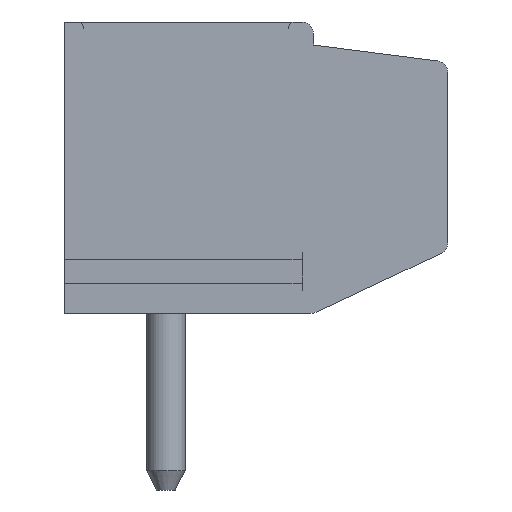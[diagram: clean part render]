
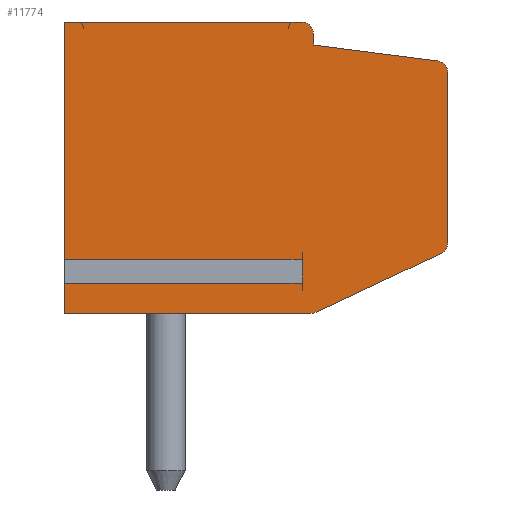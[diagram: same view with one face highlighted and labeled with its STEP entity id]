
A CAD part, left-side view. The second image highlights one B-rep face of the part: STEP entity #11774.
In plain terms, the highlighted planar face has unit normal (-1, 0, 0).
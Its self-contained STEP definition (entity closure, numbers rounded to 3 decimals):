
#8366 = VERTEX_POINT('',#8367);
#8367 = CARTESIAN_POINT('',(-2.5,-3.738,0.1));
#8373 = EDGE_CURVE('',#8366,#8374,#8376,.T.);
#8374 = VERTEX_POINT('',#8375);
#8375 = CARTESIAN_POINT('',(-2.5,2.65,0.1));
#8376 = LINE('',#8377,#8378);
#8377 = CARTESIAN_POINT('',(-2.5,-4.05,0.1));
#8378 = VECTOR('',#8379,1.);
#8379 = DIRECTION('',(0.,1.,0.));
#11644 = VERTEX_POINT('',#11645);
#11645 = CARTESIAN_POINT('',(-2.5,-3.951,0.148));
#11651 = EDGE_CURVE('',#8366,#11644,#11652,.T.);
#11652 = CIRCLE('',#11653,0.5);
#11653 = AXIS2_PLACEMENT_3D('',#11654,#11655,#11656);
#11654 = CARTESIAN_POINT('',(-2.5,-3.738,0.6));
#11655 = DIRECTION('',(-1.,0.,0.));
#11656 = DIRECTION('',(0.,1.,0.));
#11774 = ADVANCED_FACE('',(#11775),#11884,.F.);
#11775 = FACE_BOUND('',#11776,.T.);
#11776 = EDGE_LOOP('',(#11777,#11787,#11795,#11801,#11802,#11803,#11811,
    #11820,#11828,#11837,#11845,#11853,#11862,#11870,#11878));
#11777 = ORIENTED_EDGE('',*,*,#11778,.F.);
#11778 = EDGE_CURVE('',#11779,#11781,#11783,.T.);
#11779 = VERTEX_POINT('',#11780);
#11780 = CARTESIAN_POINT('',(-2.5,-3.55,0.89));
#11781 = VERTEX_POINT('',#11782);
#11782 = CARTESIAN_POINT('',(-2.5,-3.55,1.51));
#11783 = LINE('',#11784,#11785);
#11784 = CARTESIAN_POINT('',(-2.5,-3.55,0.89));
#11785 = VECTOR('',#11786,1.);
#11786 = DIRECTION('',(0.,0.,1.));
#11787 = ORIENTED_EDGE('',*,*,#11788,.T.);
#11788 = EDGE_CURVE('',#11779,#11789,#11791,.T.);
#11789 = VERTEX_POINT('',#11790);
#11790 = CARTESIAN_POINT('',(-2.5,2.65,0.89));
#11791 = LINE('',#11792,#11793);
#11792 = CARTESIAN_POINT('',(-2.5,-3.55,0.89));
#11793 = VECTOR('',#11794,1.);
#11794 = DIRECTION('',(0.,1.,0.));
#11795 = ORIENTED_EDGE('',*,*,#11796,.F.);
#11796 = EDGE_CURVE('',#8374,#11789,#11797,.T.);
#11797 = LINE('',#11798,#11799);
#11798 = CARTESIAN_POINT('',(-2.5,2.65,-0.05));
#11799 = VECTOR('',#11800,1.);
#11800 = DIRECTION('',(0.,0.,1.));
#11801 = ORIENTED_EDGE('',*,*,#8373,.F.);
#11802 = ORIENTED_EDGE('',*,*,#11651,.T.);
#11803 = ORIENTED_EDGE('',*,*,#11804,.F.);
#11804 = EDGE_CURVE('',#11805,#11644,#11807,.T.);
#11805 = VERTEX_POINT('',#11806);
#11806 = CARTESIAN_POINT('',(-2.5,-7.178,1.669));
#11807 = LINE('',#11808,#11809);
#11808 = CARTESIAN_POINT('',(-2.5,-7.35,1.75));
#11809 = VECTOR('',#11810,1.);
#11810 = DIRECTION('',(0.,0.905,-0.426));
#11811 = ORIENTED_EDGE('',*,*,#11812,.T.);
#11812 = EDGE_CURVE('',#11805,#11813,#11815,.T.);
#11813 = VERTEX_POINT('',#11814);
#11814 = CARTESIAN_POINT('',(-2.5,-7.35,1.94));
#11815 = CIRCLE('',#11816,0.3);
#11816 = AXIS2_PLACEMENT_3D('',#11817,#11818,#11819);
#11817 = CARTESIAN_POINT('',(-2.5,-7.05,1.94));
#11818 = DIRECTION('',(-1.,0.,0.));
#11819 = DIRECTION('',(0.,1.,0.));
#11820 = ORIENTED_EDGE('',*,*,#11821,.F.);
#11821 = EDGE_CURVE('',#11822,#11813,#11824,.T.);
#11822 = VERTEX_POINT('',#11823);
#11823 = CARTESIAN_POINT('',(-2.5,-7.35,6.386));
#11824 = LINE('',#11825,#11826);
#11825 = CARTESIAN_POINT('',(-2.5,-7.35,6.6));
#11826 = VECTOR('',#11827,1.);
#11827 = DIRECTION('',(0.,0.,-1.));
#11828 = ORIENTED_EDGE('',*,*,#11829,.T.);
#11829 = EDGE_CURVE('',#11822,#11830,#11832,.T.);
#11830 = VERTEX_POINT('',#11831);
#11831 = CARTESIAN_POINT('',(-2.5,-7.088,6.684));
#11832 = CIRCLE('',#11833,0.3);
#11833 = AXIS2_PLACEMENT_3D('',#11834,#11835,#11836);
#11834 = CARTESIAN_POINT('',(-2.5,-7.05,6.386));
#11835 = DIRECTION('',(-1.,0.,0.));
#11836 = DIRECTION('',(0.,1.,0.));
#11837 = ORIENTED_EDGE('',*,*,#11838,.F.);
#11838 = EDGE_CURVE('',#11839,#11830,#11841,.T.);
#11839 = VERTEX_POINT('',#11840);
#11840 = CARTESIAN_POINT('',(-2.5,-3.85,7.1));
#11841 = LINE('',#11842,#11843);
#11842 = CARTESIAN_POINT('',(-2.5,-3.85,7.1));
#11843 = VECTOR('',#11844,1.);
#11844 = DIRECTION('',(0.,-0.992,-0.128));
#11845 = ORIENTED_EDGE('',*,*,#11846,.F.);
#11846 = EDGE_CURVE('',#11847,#11839,#11849,.T.);
#11847 = VERTEX_POINT('',#11848);
#11848 = CARTESIAN_POINT('',(-2.5,-3.85,7.4));
#11849 = LINE('',#11850,#11851);
#11850 = CARTESIAN_POINT('',(-2.5,-3.85,7.7));
#11851 = VECTOR('',#11852,1.);
#11852 = DIRECTION('',(0.,0.,-1.));
#11853 = ORIENTED_EDGE('',*,*,#11854,.T.);
#11854 = EDGE_CURVE('',#11847,#11855,#11857,.T.);
#11855 = VERTEX_POINT('',#11856);
#11856 = CARTESIAN_POINT('',(-2.5,-3.55,7.7));
#11857 = CIRCLE('',#11858,0.3);
#11858 = AXIS2_PLACEMENT_3D('',#11859,#11860,#11861);
#11859 = CARTESIAN_POINT('',(-2.5,-3.55,7.4));
#11860 = DIRECTION('',(-1.,0.,0.));
#11861 = DIRECTION('',(0.,1.,0.));
#11862 = ORIENTED_EDGE('',*,*,#11863,.F.);
#11863 = EDGE_CURVE('',#11864,#11855,#11866,.T.);
#11864 = VERTEX_POINT('',#11865);
#11865 = CARTESIAN_POINT('',(-2.5,2.65,7.7));
#11866 = LINE('',#11867,#11868);
#11867 = CARTESIAN_POINT('',(-2.5,2.65,7.7));
#11868 = VECTOR('',#11869,1.);
#11869 = DIRECTION('',(0.,-1.,0.));
#11870 = ORIENTED_EDGE('',*,*,#11871,.F.);
#11871 = EDGE_CURVE('',#11872,#11864,#11874,.T.);
#11872 = VERTEX_POINT('',#11873);
#11873 = CARTESIAN_POINT('',(-2.5,2.65,1.51));
#11874 = LINE('',#11875,#11876);
#11875 = CARTESIAN_POINT('',(-2.5,2.65,-0.05));
#11876 = VECTOR('',#11877,1.);
#11877 = DIRECTION('',(0.,0.,1.));
#11878 = ORIENTED_EDGE('',*,*,#11879,.F.);
#11879 = EDGE_CURVE('',#11781,#11872,#11880,.T.);
#11880 = LINE('',#11881,#11882);
#11881 = CARTESIAN_POINT('',(-2.5,-3.55,1.51));
#11882 = VECTOR('',#11883,1.);
#11883 = DIRECTION('',(0.,1.,0.));
#11884 = PLANE('',#11885);
#11885 = AXIS2_PLACEMENT_3D('',#11886,#11887,#11888);
#11886 = CARTESIAN_POINT('',(-2.5,-0.625,4.85));
#11887 = DIRECTION('',(1.,0.,0.));
#11888 = DIRECTION('',(0.,1.,0.));
